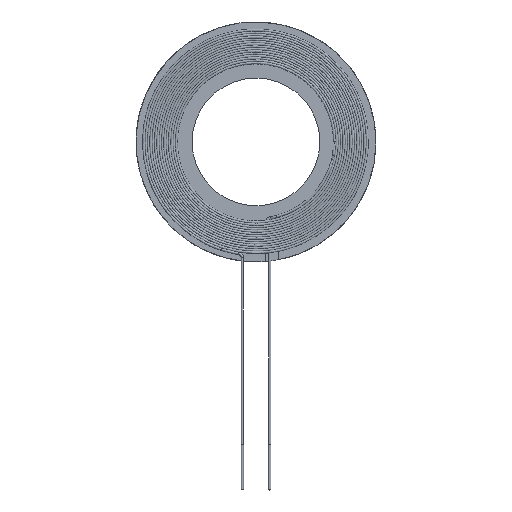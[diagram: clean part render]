
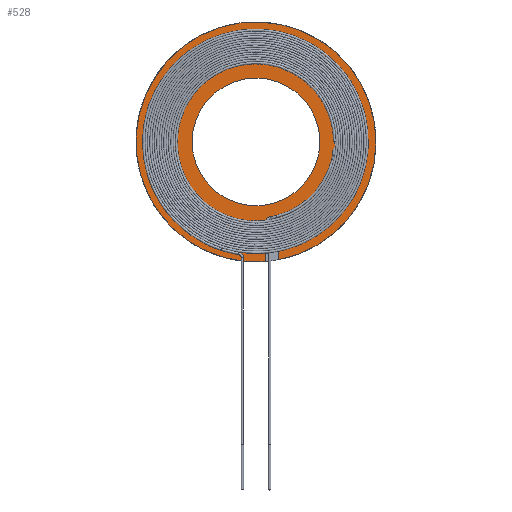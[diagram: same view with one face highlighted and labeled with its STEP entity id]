
A CAD part, top view. The second image highlights one B-rep face of the part: STEP entity #528.
In plain terms, the highlighted planar face has unit normal (0, 0, 1).
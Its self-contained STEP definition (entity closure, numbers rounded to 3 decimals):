
#67=CIRCLE('',#559,13.15);
#68=CIRCLE('',#562,0.75);
#69=CIRCLE('',#565,7.);
#155=ORIENTED_EDGE('',*,*,#198,.F.);
#156=ORIENTED_EDGE('',*,*,#203,.F.);
#157=ORIENTED_EDGE('',*,*,#201,.F.);
#158=ORIENTED_EDGE('',*,*,#199,.F.);
#159=ORIENTED_EDGE('',*,*,#204,.T.);
#198=EDGE_CURVE('',#235,#234,#67,.T.);
#199=EDGE_CURVE('',#234,#236,#247,.T.);
#201=EDGE_CURVE('',#236,#237,#68,.T.);
#203=EDGE_CURVE('',#237,#235,#250,.T.);
#204=EDGE_CURVE('',#238,#238,#69,.T.);
#234=VERTEX_POINT('',#3229);
#235=VERTEX_POINT('',#3231);
#236=VERTEX_POINT('',#3235);
#237=VERTEX_POINT('',#3239);
#238=VERTEX_POINT('',#3245);
#247=LINE('',#3234,#259);
#250=LINE('',#3242,#262);
#259=VECTOR('',#628,1000.);
#262=VECTOR('',#637,1000.);
#300=EDGE_LOOP('',(#155,#156,#157,#158));
#301=EDGE_LOOP('',(#159));
#339=FACE_BOUND('',#300,.T.);
#340=FACE_BOUND('',#301,.T.);
#349=PLANE('',#566);
#528=ADVANCED_FACE('',(#339,#340),#349,.F.);
#559=AXIS2_PLACEMENT_3D('',#3232,#624,#625);
#562=AXIS2_PLACEMENT_3D('',#3238,#632,#633);
#565=AXIS2_PLACEMENT_3D('',#3244,#640,#641);
#566=AXIS2_PLACEMENT_3D('',#3246,#642,#643);
#624=DIRECTION('',(0.,0.,-1.));
#625=DIRECTION('',(-1.,0.,0.));
#628=DIRECTION('',(-1.,0.,0.));
#632=DIRECTION('',(0.,0.,1.));
#633=DIRECTION('',(1.,0.,0.));
#637=DIRECTION('',(1.,0.,0.));
#640=DIRECTION('',(0.,0.,-1.));
#641=DIRECTION('',(-1.,0.,0.));
#642=DIRECTION('',(0.,0.,-1.));
#643=DIRECTION('',(-1.,0.,0.));
#3229=CARTESIAN_POINT('',(12.91,2.5,0.01));
#3231=CARTESIAN_POINT('',(13.112,1.,0.01));
#3232=CARTESIAN_POINT('',(0.,0.,0.01));
#3234=CARTESIAN_POINT('',(12.91,2.5,0.01));
#3235=CARTESIAN_POINT('',(8.9,2.5,0.01));
#3238=CARTESIAN_POINT('',(8.9,1.75,0.01));
#3239=CARTESIAN_POINT('',(8.9,1.,0.01));
#3242=CARTESIAN_POINT('',(8.9,1.,0.01));
#3244=CARTESIAN_POINT('',(0.,0.,0.01));
#3245=CARTESIAN_POINT('',(-7.,0.,0.01));
#3246=CARTESIAN_POINT('',(0.,0.,0.01));
